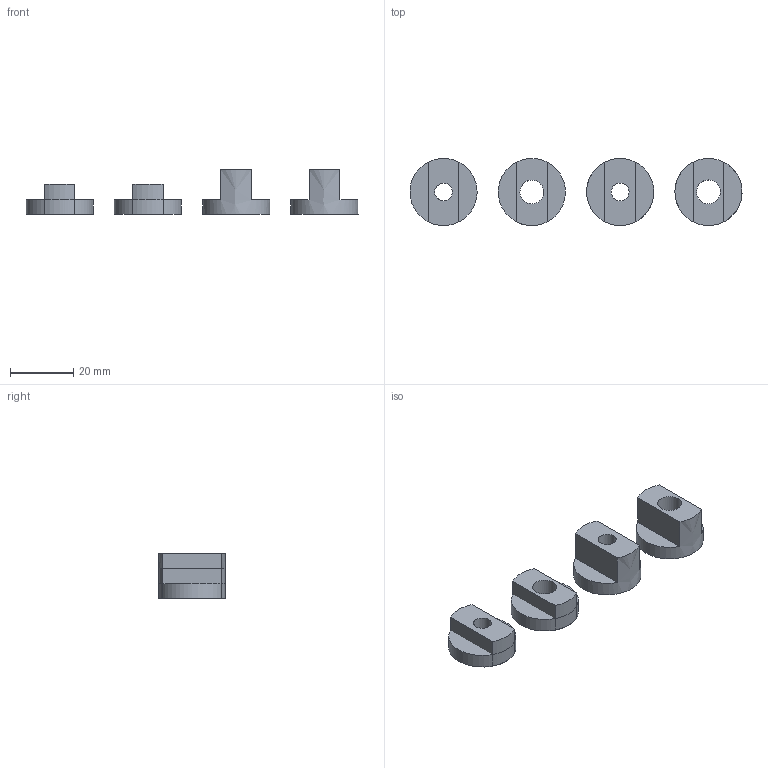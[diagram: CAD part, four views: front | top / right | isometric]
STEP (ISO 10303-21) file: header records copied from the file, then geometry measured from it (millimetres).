
FILE_DESCRIPTION(('FreeCAD Model'),'2;1');
FILE_NAME('Open CASCADE Shape Model','2025-05-03T04:29:17',('FreeCAD'),( 'FreeCAD'),'Open CASCADE STEP processor 7.6','FreeCAD','Unknown');
FILE_SCHEMA(('AUTOMOTIVE_DESIGN { 1 0 10303 214 1 1 1 1 }'));
Length unit declared in the file: millimetre
Products named in the file (1): Open CASCADE STEP translator 7.6 1
Bounding box: 104.91 x 21.21 x 13.95 mm (x, y, z)
Volume: 11937.8 mm3; surface area: 7744.5 mm2
Topology: 6 solids, 6 shells, 38 faces, 78 edges, 52 vertices
Faces by surface type: bspline 38
Entity records: 1134 total; most frequent: CARTESIAN_POINT 617, ORIENTED_EDGE 156, EDGE_CURVE 78, VERTEX_POINT 52, FACE_BOUND 50, EDGE_LOOP 50, B_SPLINE_CURVE_WITH_KNOTS 42, ADVANCED_FACE 38
